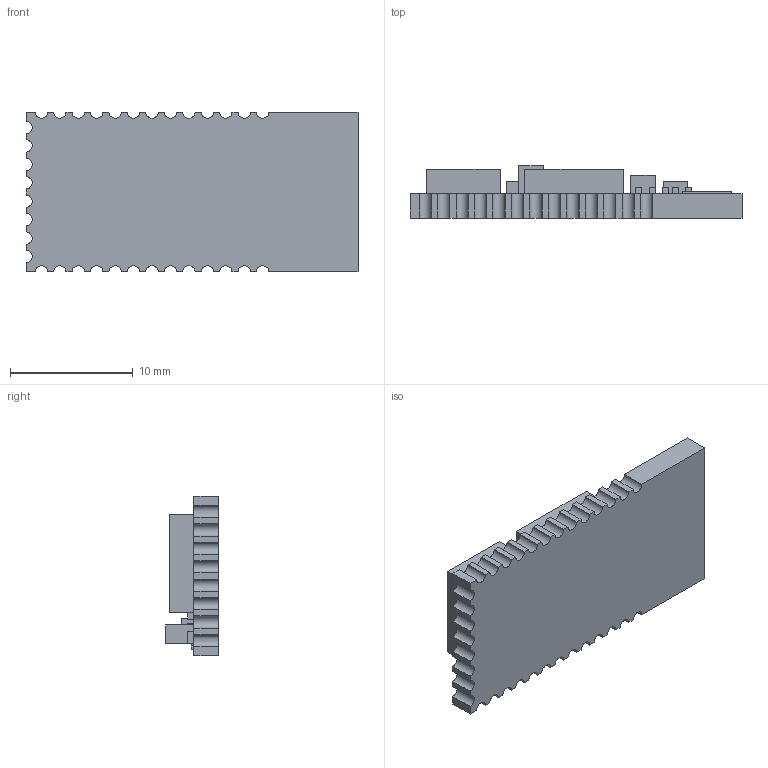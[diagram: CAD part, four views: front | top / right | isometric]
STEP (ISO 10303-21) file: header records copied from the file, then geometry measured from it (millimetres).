
FILE_DESCRIPTION (( 'STEP AP214' ), '1' );
FILE_NAME ('bluetooth.STEP', '2021-12-07T11:22:13', ( '' ), ( '' ), 'SwSTEP 2.0', 'SolidWorks 2017', '' );
FILE_SCHEMA (( 'AUTOMOTIVE_DESIGN' ));
Length unit declared in the file: millimetre
Products named in the file (1): bluetooth
Bounding box: 27 x 4.3 x 13 mm (x, y, z)
Volume: 932.4 mm3; surface area: 1082.6 mm2
Topology: 1 solids, 1 shells, 234 faces, 633 edges, 422 vertices
Faces by surface type: plane 187, cylinder 47
Entity records: 8953 total; most frequent: CARTESIAN_POINT 1290, ORIENTED_EDGE 1266, DIRECTION 1197, EDGE_CURVE 633, LINE 539, VECTOR 539, VERTEX_POINT 422, AXIS2_PLACEMENT_3D 329
